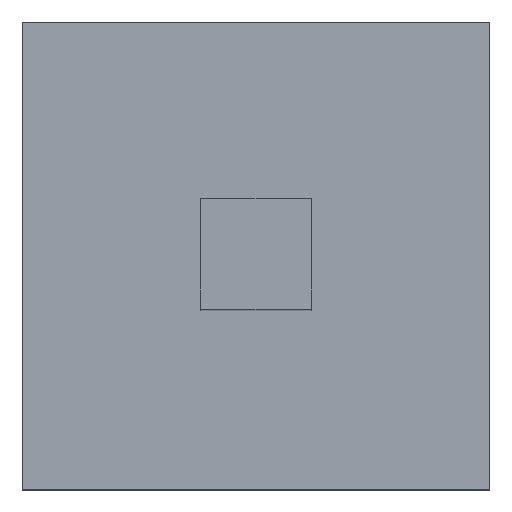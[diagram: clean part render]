
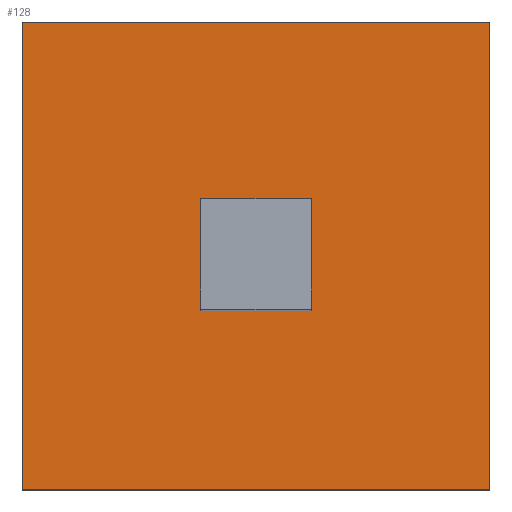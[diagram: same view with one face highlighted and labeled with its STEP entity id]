
A CAD part, top view. The second image highlights one B-rep face of the part: STEP entity #128.
In plain terms, the highlighted planar face has unit normal (0, 0, 1).
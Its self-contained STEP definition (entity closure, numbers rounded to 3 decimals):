
#13=DIRECTION('',(0.,0.,1.));
#14=DIRECTION('',(1.,0.,0.));
#50=VERTEX_POINT('',#51);
#51=CARTESIAN_POINT('',(-1.27,-1.271,2.5));
#59=VECTOR('',#60,1.);
#60=DIRECTION('',(0.,1.,0.));
#63=VERTEX_POINT('',#64);
#64=CARTESIAN_POINT('',(-1.27,1.271,2.5));
#66=ORIENTED_EDGE('',*,*,#67,.F.);
#67=EDGE_CURVE('',#50,#63,#68,.T.);
#68=LINE('',#51,#59);
#78=VERTEX_POINT('',#79);
#79=CARTESIAN_POINT('',(1.27,-1.271,2.5));
#88=VERTEX_POINT('',#89);
#89=CARTESIAN_POINT('',(1.27,1.271,2.5));
#92=EDGE_CURVE('',#78,#88,#93,.T.);
#93=LINE('',#79,#59);
#102=VECTOR('',#14,1.);
#104=ORIENTED_EDGE('',*,*,#105,.T.);
#105=EDGE_CURVE('',#50,#78,#106,.T.);
#106=LINE('',#51,#102);
#116=EDGE_CURVE('',#63,#88,#117,.T.);
#117=LINE('',#64,#102);
#128=ADVANCED_FACE('',(#129),#133,.T.);
#129=FACE_BOUND('',#130,.T.);
#130=EDGE_LOOP('',(#66,#104,#131,#132));
#131=ORIENTED_EDGE('',*,*,#92,.T.);
#132=ORIENTED_EDGE('',*,*,#116,.F.);
#133=PLANE('',#134);
#134=AXIS2_PLACEMENT_3D('',#51,#13,#14);
